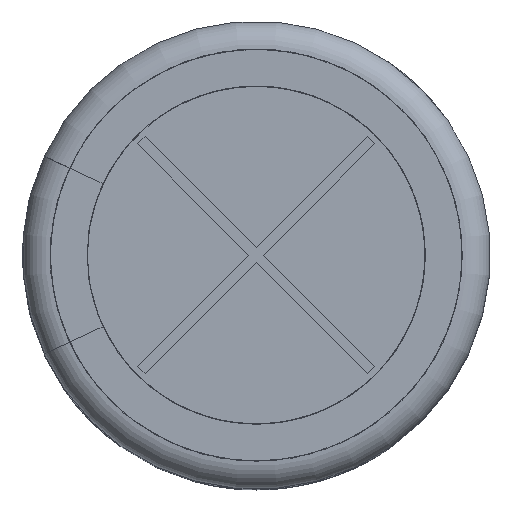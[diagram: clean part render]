
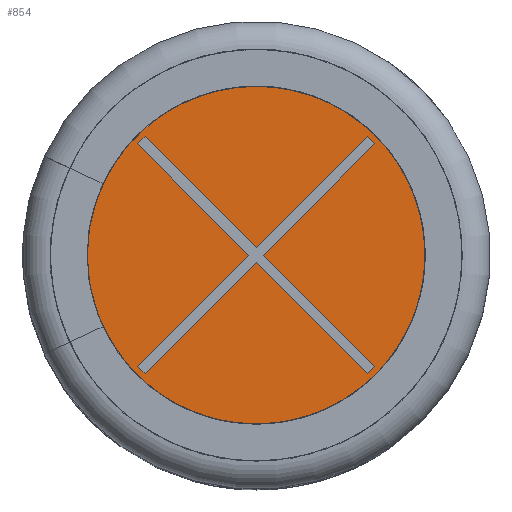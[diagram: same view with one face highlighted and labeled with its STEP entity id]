
A CAD part, top view. The second image highlights one B-rep face of the part: STEP entity #854.
In plain terms, the highlighted planar face has unit normal (0, 0, 1).
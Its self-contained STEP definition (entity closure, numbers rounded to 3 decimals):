
#854 = ADVANCED_FACE( '', ( #2091, #2092 ), #2093, .T. );
#2091 = FACE_OUTER_BOUND( '', #5111, .T. );
#2092 = FACE_BOUND( '', #5112, .T. );
#2093 = PLANE( '', #5113 );
#5111 = EDGE_LOOP( '', ( #11324 ) );
#5112 = EDGE_LOOP( '', ( #11325, #11326, #11327, #11328, #11329, #11330, #11331, #11332, #11333, #11334, #11335, #11336 ) );
#5113 = AXIS2_PLACEMENT_3D( '', #11337, #11338, #11339 );
#11324 = ORIENTED_EDGE( '', *, *, #15143, .F. );
#11325 = ORIENTED_EDGE( '', *, *, #15123, .T. );
#11326 = ORIENTED_EDGE( '', *, *, #15144, .T. );
#11327 = ORIENTED_EDGE( '', *, *, #15145, .T. );
#11328 = ORIENTED_EDGE( '', *, *, #15146, .T. );
#11329 = ORIENTED_EDGE( '', *, *, #15147, .T. );
#11330 = ORIENTED_EDGE( '', *, *, #15148, .T. );
#11331 = ORIENTED_EDGE( '', *, *, #14451, .T. );
#11332 = ORIENTED_EDGE( '', *, *, #15149, .T. );
#11333 = ORIENTED_EDGE( '', *, *, #15097, .T. );
#11334 = ORIENTED_EDGE( '', *, *, #14677, .T. );
#11335 = ORIENTED_EDGE( '', *, *, #15150, .T. );
#11336 = ORIENTED_EDGE( '', *, *, #15151, .T. );
#11337 = CARTESIAN_POINT( '', ( -5.723, 0., 15.78 ) );
#11338 = DIRECTION( '', ( 0., 0., 1. ) );
#11339 = DIRECTION( '', ( 1., 0., 0. ) );
#14451 = EDGE_CURVE( '', #16250, #16251, #16252, .T. );
#14677 = EDGE_CURVE( '', #16658, #16659, #16660, .T. );
#15097 = EDGE_CURVE( '', #17356, #16658, #17357, .T. );
#15123 = EDGE_CURVE( '', #17399, #17400, #17401, .T. );
#15143 = EDGE_CURVE( '', #17430, #17430, #17431, .T. );
#15144 = EDGE_CURVE( '', #17400, #17432, #17433, .T. );
#15145 = EDGE_CURVE( '', #17432, #17434, #17435, .T. );
#15146 = EDGE_CURVE( '', #17434, #17436, #17437, .T. );
#15147 = EDGE_CURVE( '', #17436, #17438, #17439, .T. );
#15148 = EDGE_CURVE( '', #17438, #16250, #17440, .T. );
#15149 = EDGE_CURVE( '', #16251, #17356, #17441, .T. );
#15150 = EDGE_CURVE( '', #16659, #17442, #17443, .T. );
#15151 = EDGE_CURVE( '', #17442, #17399, #17444, .T. );
#16250 = VERTEX_POINT( '', #18910 );
#16251 = VERTEX_POINT( '', #18911 );
#16252 = LINE( '', #18912, #18913 );
#16658 = VERTEX_POINT( '', #19801 );
#16659 = VERTEX_POINT( '', #19802 );
#16660 = LINE( '', #19803, #19804 );
#17356 = VERTEX_POINT( '', #21214 );
#17357 = LINE( '', #21215, #21216 );
#17399 = VERTEX_POINT( '', #21320 );
#17400 = VERTEX_POINT( '', #21321 );
#17401 = LINE( '', #21322, #21323 );
#17430 = VERTEX_POINT( '', #21365 );
#17431 = CIRCLE( '', #21366, 5.723 );
#17432 = VERTEX_POINT( '', #21367 );
#17433 = LINE( '', #21368, #21369 );
#17434 = VERTEX_POINT( '', #21370 );
#17435 = LINE( '', #21371, #21372 );
#17436 = VERTEX_POINT( '', #21373 );
#17437 = LINE( '', #21374, #21375 );
#17438 = VERTEX_POINT( '', #21376 );
#17439 = LINE( '', #21377, #21378 );
#17440 = LINE( '', #21379, #21380 );
#17441 = LINE( '', #21381, #21382 );
#17442 = VERTEX_POINT( '', #21383 );
#17443 = LINE( '', #21384, #21385 );
#17444 = LINE( '', #21386, #21387 );
#18910 = CARTESIAN_POINT( '', ( 3.292, -3.088, 15.78 ) );
#18911 = CARTESIAN_POINT( '', ( 3.088, -3.292, 15.78 ) );
#18912 = CARTESIAN_POINT( '', ( 3.292, -3.088, 15.78 ) );
#18913 = VECTOR( '', #24787, 1000. );
#19801 = CARTESIAN_POINT( '', ( -3.088, -3.292, 15.78 ) );
#19802 = CARTESIAN_POINT( '', ( -3.292, -3.088, 15.78 ) );
#19803 = CARTESIAN_POINT( '', ( -3.088, -3.292, 15.78 ) );
#19804 = VECTOR( '', #25028, 1000. );
#21214 = CARTESIAN_POINT( '', ( 0., -0.204, 15.78 ) );
#21215 = CARTESIAN_POINT( '', ( 0., -0.204, 15.78 ) );
#21216 = VECTOR( '', #25411, 1000. );
#21320 = CARTESIAN_POINT( '', ( -3.292, 3.088, 15.78 ) );
#21321 = CARTESIAN_POINT( '', ( -3.088, 3.292, 15.78 ) );
#21322 = CARTESIAN_POINT( '', ( -3.088, 3.292, 15.78 ) );
#21323 = VECTOR( '', #25432, 1000. );
#21365 = CARTESIAN_POINT( '', ( -5.723, 0., 15.78 ) );
#21366 = AXIS2_PLACEMENT_3D( '', #25458, #25459, #25460 );
#21367 = CARTESIAN_POINT( '', ( 0., 0.204, 15.78 ) );
#21368 = CARTESIAN_POINT( '', ( 0., 0.204, 15.78 ) );
#21369 = VECTOR( '', #25461, 1000. );
#21370 = CARTESIAN_POINT( '', ( 3.088, 3.292, 15.78 ) );
#21371 = CARTESIAN_POINT( '', ( 0., 0.204, 15.78 ) );
#21372 = VECTOR( '', #25462, 1000. );
#21373 = CARTESIAN_POINT( '', ( 3.292, 3.088, 15.78 ) );
#21374 = CARTESIAN_POINT( '', ( 3.292, 3.088, 15.78 ) );
#21375 = VECTOR( '', #25463, 1000. );
#21376 = CARTESIAN_POINT( '', ( 0.204, 0., 15.78 ) );
#21377 = CARTESIAN_POINT( '', ( 0.204, 0., 15.78 ) );
#21378 = VECTOR( '', #25464, 1000. );
#21379 = CARTESIAN_POINT( '', ( 0.204, 0., 15.78 ) );
#21380 = VECTOR( '', #25465, 1000. );
#21381 = CARTESIAN_POINT( '', ( 0., -0.204, 15.78 ) );
#21382 = VECTOR( '', #25466, 1000. );
#21383 = CARTESIAN_POINT( '', ( -0.204, 0., 15.78 ) );
#21384 = CARTESIAN_POINT( '', ( -0.204, 0., 15.78 ) );
#21385 = VECTOR( '', #25467, 1000. );
#21386 = CARTESIAN_POINT( '', ( -0.204, 0., 15.78 ) );
#21387 = VECTOR( '', #25468, 1000. );
#24787 = DIRECTION( '', ( -0.707, -0.707, 0. ) );
#25028 = DIRECTION( '', ( -0.707, 0.707, 0. ) );
#25411 = DIRECTION( '', ( -0.707, -0.707, 0. ) );
#25432 = DIRECTION( '', ( 0.707, 0.707, 0. ) );
#25458 = CARTESIAN_POINT( '', ( 0., 0., 15.78 ) );
#25459 = DIRECTION( '', ( 0., 0., -1. ) );
#25460 = DIRECTION( '', ( -1., 0., 0. ) );
#25461 = DIRECTION( '', ( 0.707, -0.707, 0. ) );
#25462 = DIRECTION( '', ( 0.707, 0.707, 0. ) );
#25463 = DIRECTION( '', ( 0.707, -0.707, 0. ) );
#25464 = DIRECTION( '', ( -0.707, -0.707, 0. ) );
#25465 = DIRECTION( '', ( 0.707, -0.707, 0. ) );
#25466 = DIRECTION( '', ( -0.707, 0.707, 0. ) );
#25467 = DIRECTION( '', ( 0.707, 0.707, 0. ) );
#25468 = DIRECTION( '', ( -0.707, 0.707, 0. ) );
